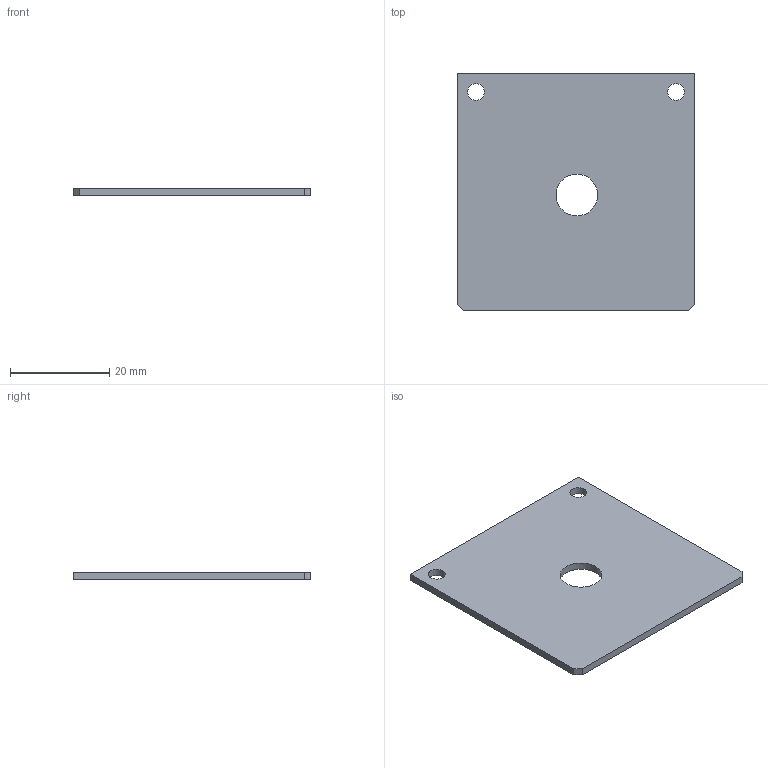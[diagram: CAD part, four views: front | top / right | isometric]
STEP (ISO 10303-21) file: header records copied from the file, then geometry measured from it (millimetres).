
FILE_DESCRIPTION(('KiCad electronic assembly'),'2;1');
FILE_NAME('FlashCardBanked2M_hole.step','2026-02-21T19:10:42',('Pcbnew') ,('Kicad'),'Open CASCADE STEP processor 7.9','KiCad to STEP converter' ,'Unknown');
FILE_SCHEMA(('AUTOMOTIVE_DESIGN { 1 0 10303 214 1 1 1 1 }'));
Length unit declared in the file: millimetre
Products named in the file (2): FlashCardBanked2M_hole 1; FlashCardBanked2M_PCB
Assembly tree (1 placements, depth 2):
  FlashCardBanked2M_hole 1
    FlashCardBanked2M_PCB
Bounding box: 47.9 x 47.9 x 1.51 mm (x, y, z)
Volume: 3351.7 mm3; surface area: 4798.5 mm2
Topology: 1 solids, 1 shells, 11 faces, 27 edges, 18 vertices
Faces by surface type: plane 8, cylinder 3
Full cylindrical faces by diameter (mm): 3.4 x2, 8.4 x1
Entity records: 376 total; most frequent: DIRECTION 59, CARTESIAN_POINT 58, ORIENTED_EDGE 54, EDGE_CURVE 27, LINE 21, VECTOR 21, AXIS2_PLACEMENT_3D 19, VERTEX_POINT 18
